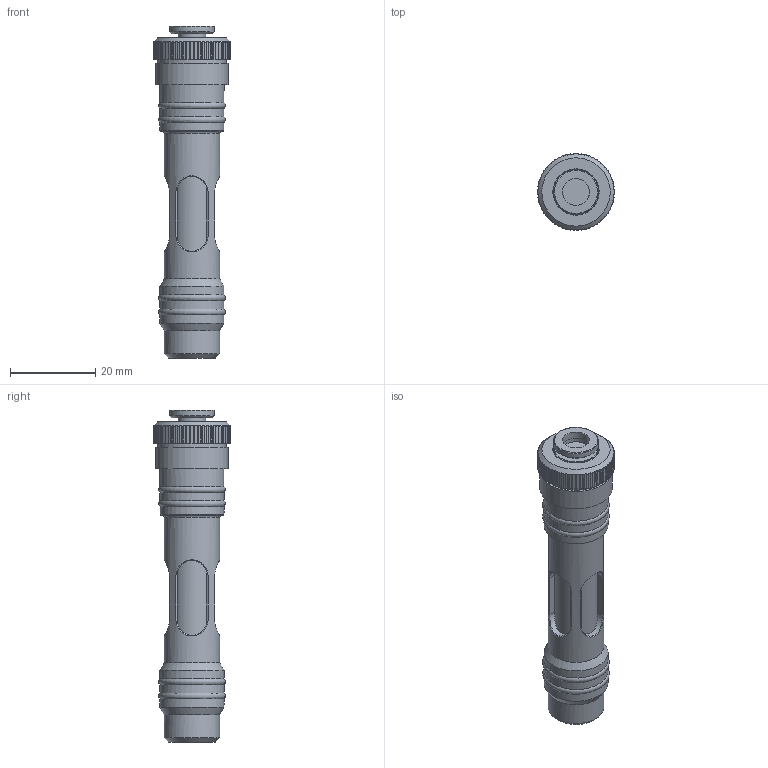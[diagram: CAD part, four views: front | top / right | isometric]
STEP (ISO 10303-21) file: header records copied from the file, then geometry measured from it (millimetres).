
FILE_DESCRIPTION(/* description */ (''),/* implementation_level */ '2;1');
FILE_NAME(/* name */ 'EVCK1.stp',/* time_stamp */ '2020-04-29T12:24:48+02:00',/* author */ ('nebuc'),/* organization */ (''),/* preprocessor_version */ 'ST-DEVELOPER v17',/* originating_system */ 'Autodesk Inventor 2019',/* authorisation */ '');
FILE_SCHEMA (('AUTOMOTIVE_DESIGN { 1 0 10303 214 3 1 1 }'));
Length unit declared in the file: millimetre
Products named in the file (1): EVCK1
Bounding box: 17.99 x 17.99 x 77.75 mm (x, y, z)
Volume: 11410.4 mm3; surface area: 4464 mm2
Topology: 1 solids, 1 shells, 315 faces, 926 edges, 625 vertices
Faces by surface type: plane 207, cylinder 87, bspline 8, cone 7, torus 6
Full cylindrical faces by diameter (mm): 6.3 x1, 6.5 x1, 10 x1, 10.5 x2, 13 x2, 15 x6, 16 x1, 17 x1
Entity records: 12296 total; most frequent: CARTESIAN_POINT 3292, ORIENTED_EDGE 1852, DIRECTION 1797, EDGE_CURVE 926, VERTEX_POINT 625, LINE 619, VECTOR 619, AXIS2_PLACEMENT_3D 589
